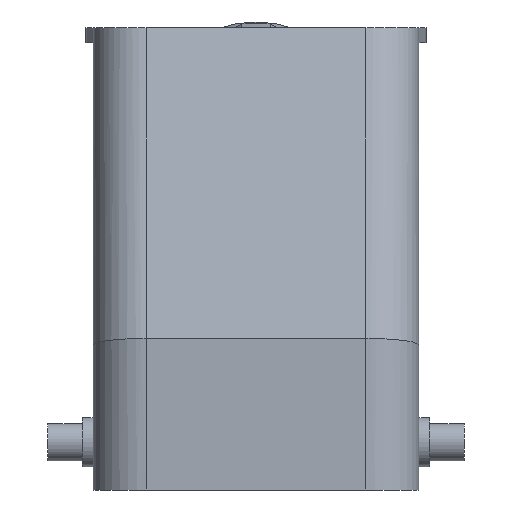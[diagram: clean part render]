
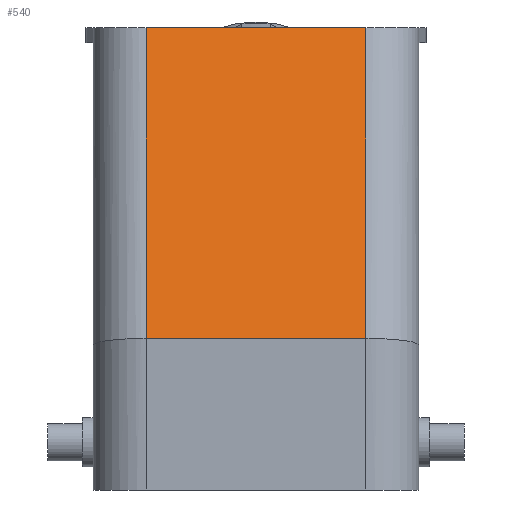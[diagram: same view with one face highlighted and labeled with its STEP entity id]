
A CAD part, left-side view. The second image highlights one B-rep face of the part: STEP entity #540.
In plain terms, the highlighted planar face has unit normal (-0.966, 0, 0.259).
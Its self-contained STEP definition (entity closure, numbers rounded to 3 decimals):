
#540 = ADVANCED_FACE( '', ( #1124 ), #1125, .T. );
#1124 = FACE_OUTER_BOUND( '', #1715, .T. );
#1125 = PLANE( '', #1716 );
#1715 = EDGE_LOOP( '', ( #3291, #3292, #3293, #3294 ) );
#1716 = AXIS2_PLACEMENT_3D( '', #3295, #3296, #3297 );
#3291 = ORIENTED_EDGE( '', *, *, #3561, .T. );
#3292 = ORIENTED_EDGE( '', *, *, #3931, .T. );
#3293 = ORIENTED_EDGE( '', *, *, #3646, .F. );
#3294 = ORIENTED_EDGE( '', *, *, #3952, .F. );
#3295 = CARTESIAN_POINT( '', ( -46.65, -21.5, 20. ) );
#3296 = DIRECTION( '', ( -0.966, 0., 0.259 ) );
#3297 = DIRECTION( '', ( 0.259, 0., 0.966 ) );
#3561 = EDGE_CURVE( '', #4282, #4141, #4283, .T. );
#3646 = EDGE_CURVE( '', #4419, #4420, #4421, .T. );
#3931 = EDGE_CURVE( '', #4141, #4420, #4809, .T. );
#3952 = EDGE_CURVE( '', #4282, #4419, #4830, .T. );
#4141 = VERTEX_POINT( '', #5109 );
#4282 = VERTEX_POINT( '', #5352 );
#4283 = LINE( '', #5353, #5354 );
#4419 = VERTEX_POINT( '', #5574 );
#4420 = VERTEX_POINT( '', #5575 );
#4421 = LINE( '', #5576, #5577 );
#4809 = LINE( '', #6193, #6194 );
#4830 = LINE( '', #6218, #6219 );
#5109 = CARTESIAN_POINT( '', ( -46.65, -14.5, 20. ) );
#5352 = CARTESIAN_POINT( '', ( -46.65, 14.5, 20. ) );
#5353 = CARTESIAN_POINT( '', ( -46.65, 0., 20. ) );
#5354 = VECTOR( '', #6446, 1000. );
#5574 = CARTESIAN_POINT( '', ( -35.664, 14.5, 61. ) );
#5575 = CARTESIAN_POINT( '', ( -35.664, -14.5, 61. ) );
#5576 = CARTESIAN_POINT( '', ( -35.664, 0., 61. ) );
#5577 = VECTOR( '', #6526, 1000. );
#6193 = CARTESIAN_POINT( '', ( -35.664, -14.5, 61. ) );
#6194 = VECTOR( '', #6778, 1000. );
#6218 = CARTESIAN_POINT( '', ( -35.664, 14.5, 61. ) );
#6219 = VECTOR( '', #6797, 1000. );
#6446 = DIRECTION( '', ( 0., -1., 0. ) );
#6526 = DIRECTION( '', ( 0., -1., 0. ) );
#6778 = DIRECTION( '', ( 0.259, 0., 0.966 ) );
#6797 = DIRECTION( '', ( 0.259, 0., 0.966 ) );
